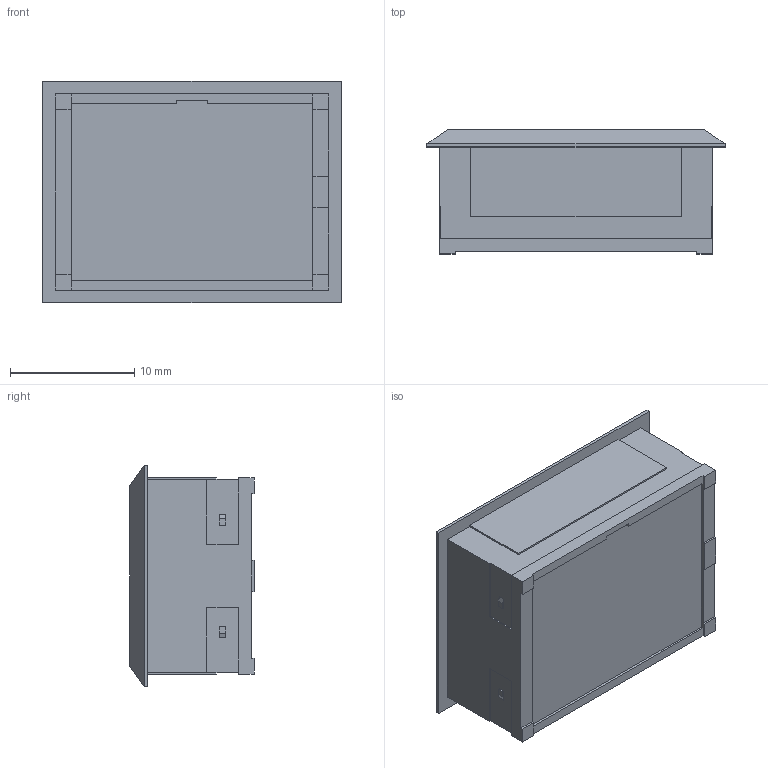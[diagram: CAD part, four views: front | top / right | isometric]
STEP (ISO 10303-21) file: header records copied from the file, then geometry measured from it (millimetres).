
FILE_DESCRIPTION(/* description */ ('UB_ill_body-Illuminated Pushbuttons - Series UB'),/* implementation_level */ '2;1');
FILE_NAME(/* name */ 'UB1NK_body_.ipt.step',/* time_stamp */ '2015-01-02T19:18:50-08:00',/* author */ ('Autodesk Inc.'),/* organization */ ('Autodesk Inc.'),/* preprocessor_version */ 'ST-DEVELOPER v15.6',/* originating_system */ 'Autodesk Inventor 2015',/* authorisation */ '');
FILE_SCHEMA (('AUTOMOTIVE_DESIGN { 1 0 10303 214 3 1 1 }'));
Length unit declared in the file: inch
Products named in the file (1): UB1NK_body_
Bounding box: 24 x 10.01 x 17.81 mm (x, y, z)
Volume: 2332.8 mm3; surface area: 1865.4 mm2
Topology: 1 solids, 1 shells, 92 faces, 248 edges, 164 vertices
Faces by surface type: plane 88, cylinder 4
Entity records: 2854 total; most frequent: CARTESIAN_POINT 505, ORIENTED_EDGE 496, DIRECTION 442, EDGE_CURVE 248, LINE 240, VECTOR 240, VERTEX_POINT 164, AXIS2_PLACEMENT_3D 101
